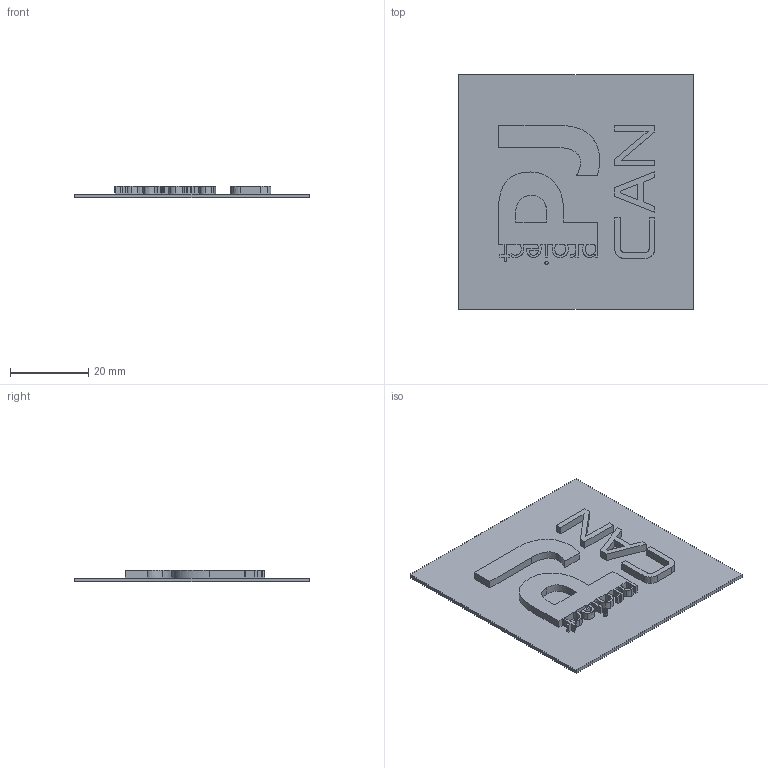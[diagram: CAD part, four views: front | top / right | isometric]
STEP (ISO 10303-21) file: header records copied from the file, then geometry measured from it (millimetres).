
FILE_DESCRIPTION(('STEP AP242'), '1');
FILE_NAME('Øòàìï - PJCAN', '', ('UNSPECIFIED'), ('UNSPECIFIED'), 'C3D Converter', 'C3D Toolkit', '');
FILE_SCHEMA(('AP242_MANAGED_MODEL_BASED_3D_ENGINEERING_MIM_LF { 1 0 10303 442 1 1 4 }'));
Length unit declared in the file: millimetre
Bounding box: 60 x 60 x 2.96 mm (x, y, z)
Volume: 4661.1 mm3; surface area: 8319 mm2
Topology: 1 solids, 1 shells, 167 faces, 462 edges, 308 vertices
Faces by surface type: plane 97, extrusion 70
Entity records: 6969 total; most frequent: CARTESIAN_POINT 1595, ORIENTED_EDGE 924, DIRECTION 588, EDGE_CURVE 462, VECTOR 392, LINE 322, VERTEX_POINT 308, B_SPLINE_CURVE_WITH_KNOTS 210
